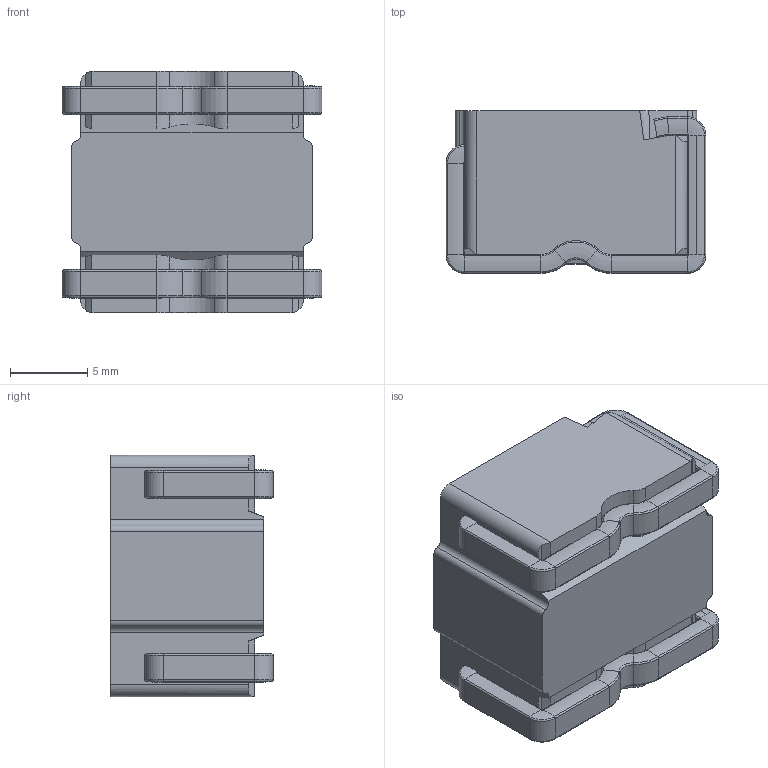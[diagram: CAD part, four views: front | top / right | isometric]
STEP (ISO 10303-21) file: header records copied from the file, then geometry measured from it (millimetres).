
FILE_DESCRIPTION (( 'STEP AP214' ), '1' );
FILE_NAME ('ETQPAM3R3JFW.STEP', '2025-03-17T23:56:54', ( '' ), ( '' ), 'SwSTEP 2.0', 'SolidWorks 2024', '' );
FILE_SCHEMA (( 'AUTOMOTIVE_DESIGN' ));
Length unit declared in the file: millimetre
Products named in the file (1): ETQPAM3R3JFW
Bounding box: 16.8 x 10.5 x 15.6 mm (x, y, z)
Volume: 2324.6 mm3; surface area: 1265.3 mm2
Topology: 1 solids, 1 shells, 274 faces, 656 edges, 356 vertices
Faces by surface type: cylinder 118, torus 84, plane 70, bspline 2
Entity records: 10806 total; most frequent: DIRECTION 1456, CARTESIAN_POINT 1444, ORIENTED_EDGE 1280, EDGE_CURVE 640, AXIS2_PLACEMENT_3D 576, VERTEX_POINT 356, LINE 304, VECTOR 304
